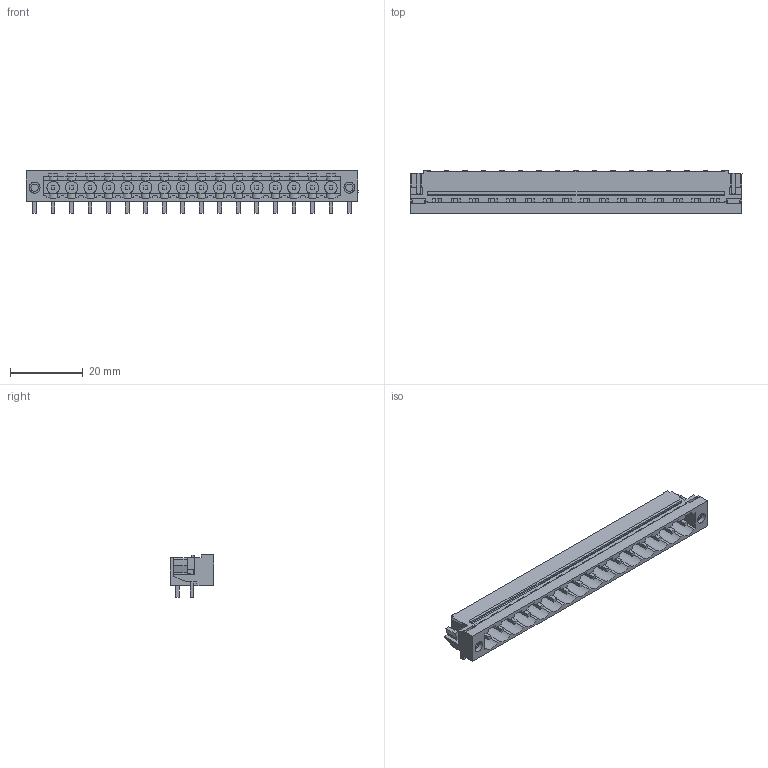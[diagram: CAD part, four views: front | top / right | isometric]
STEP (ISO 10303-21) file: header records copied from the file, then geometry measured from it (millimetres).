
FILE_DESCRIPTION(('CATIA V5R22 STEP214','CAx-IF Rec.Pracs.--- Model Styling and Organization---1.4--- 2014-01-23'),'2;1');
FILE_NAME ('D1456067_1_1780570000_1780570000.stp','2023-05-11T06:54:23+00:00',('none'),('Weidmueller'),'CATIA Version 5-6 Release 2016 SP3 HF44','CATIA V5 STEP AP214','none');
FILE_SCHEMA(('AUTOMOTIVE_DESIGN { 1 0 10303 214 1 1 1 1 }'));
Length unit declared in the file: millimetre
Products named in the file (1): 1780570000
Bounding box: 91.08 x 12 x 11.63 mm (x, y, z)
Volume: 3568.1 mm3; surface area: 8090 mm2
Topology: 21 solids, 21 shells, 1042 faces, 3154 edges, 2078 vertices
Faces by surface type: plane 829, cylinder 171, extrusion 34, cone 8
Entity records: 33530 total; most frequent: CARTESIAN_POINT 7855, ORIENTED_EDGE 6308, DIRECTION 3790, EDGE_CURVE 3154, VECTOR 2376, LINE 2342, VERTEX_POINT 2078, EDGE_LOOP 1106
